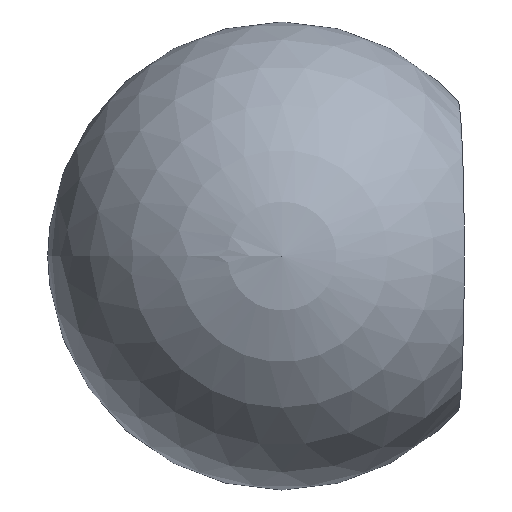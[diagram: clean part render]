
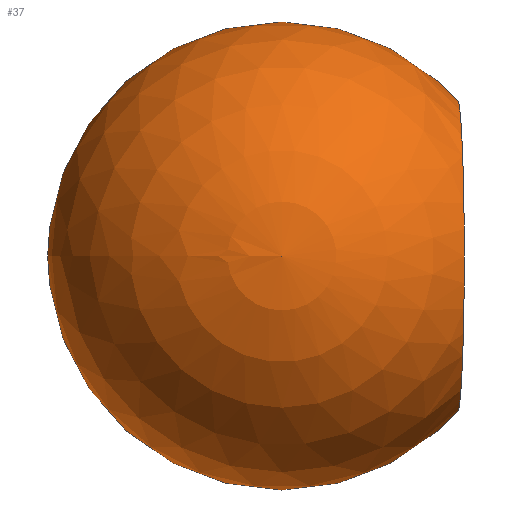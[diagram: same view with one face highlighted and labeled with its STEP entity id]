
A CAD part, left-side view. The second image highlights one B-rep face of the part: STEP entity #37.
In plain terms, the highlighted spherical face has radius 16.15 mm.
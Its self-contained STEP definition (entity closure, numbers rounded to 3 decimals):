
#37 = ADVANCED_FACE( '', ( #80, #81, #82 ), #83, .T. );
#80 = FACE_BOUND( '', #141, .T. );
#81 = FACE_OUTER_BOUND( '', #142, .T. );
#82 = FACE_BOUND( '', #143, .T. );
#83 = SPHERICAL_SURFACE( '', #144, 16.15 );
#141 = VERTEX_LOOP( '', #196 );
#142 = EDGE_LOOP( '', ( #197 ) );
#143 = EDGE_LOOP( '', ( #198 ) );
#144 = AXIS2_PLACEMENT_3D( '', #199, #200, #201 );
#196 = VERTEX_POINT( '', #276 );
#197 = ORIENTED_EDGE( '', *, *, #277, .F. );
#198 = ORIENTED_EDGE( '', *, *, #278, .T. );
#199 = CARTESIAN_POINT( '', ( 0., 0., 0. ) );
#200 = DIRECTION( '', ( 1., 0., 0. ) );
#201 = DIRECTION( '', ( 0., 1., 0. ) );
#276 = CARTESIAN_POINT( '', ( -16.15, 0., 0. ) );
#277 = EDGE_CURVE( '', #305, #305, #306, .T. );
#278 = EDGE_CURVE( '', #307, #307, #308, .F. );
#305 = VERTEX_POINT( '', #342 );
#306 = CIRCLE( '', #343, 11.542 );
#307 = VERTEX_POINT( '', #344 );
#308 = CIRCLE( '', #345, 10.696 );
#342 = CARTESIAN_POINT( '', ( 11.296, 0., -11.542 ) );
#343 = AXIS2_PLACEMENT_3D( '', #378, #379, #380 );
#344 = CARTESIAN_POINT( '', ( 11.214, -11.622, 0. ) );
#345 = AXIS2_PLACEMENT_3D( '', #381, #382, #383 );
#378 = CARTESIAN_POINT( '', ( 11.296, 0., 0. ) );
#379 = DIRECTION( '', ( 1., 0., 0. ) );
#380 = DIRECTION( '', ( 0., 0., -1. ) );
#381 = CARTESIAN_POINT( '', ( 0.528, -12.088, 0. ) );
#382 = DIRECTION( '', ( 0.044, -0.999, 0. ) );
#383 = DIRECTION( '', ( 0.999, 0.044, 0. ) );
